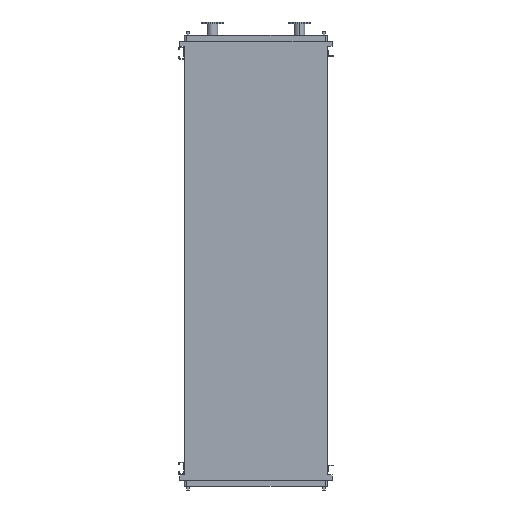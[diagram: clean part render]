
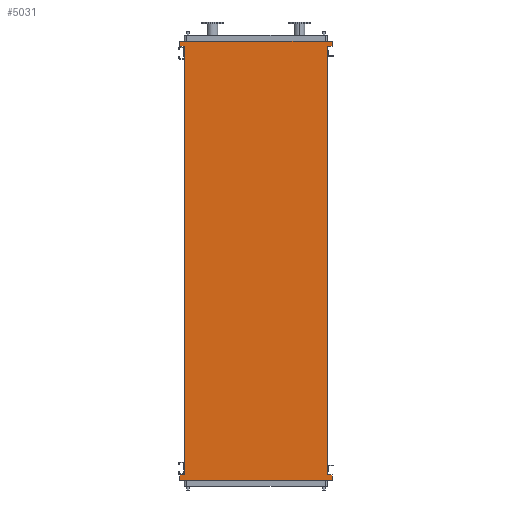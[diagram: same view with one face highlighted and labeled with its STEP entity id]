
A CAD part, front view. The second image highlights one B-rep face of the part: STEP entity #5031.
In plain terms, the highlighted planar face has unit normal (0, -1, 0).
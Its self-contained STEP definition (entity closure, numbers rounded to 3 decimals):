
#89 = VERTEX_POINT ( 'NONE', #4190 ) ;
#125 = ORIENTED_EDGE ( 'NONE', *, *, #6678, .F. ) ;
#536 = LINE ( 'NONE', #7574, #938 ) ;
#592 = CARTESIAN_POINT ( 'NONE',  ( -771., 0., -4293. ) ) ;
#697 = LINE ( 'NONE', #12634, #8922 ) ;
#938 = VECTOR ( 'NONE', #8473, 1000. ) ;
#993 = LINE ( 'NONE', #1968, #8487 ) ;
#1261 = ORIENTED_EDGE ( 'NONE', *, *, #3347, .T. ) ;
#1303 = ORIENTED_EDGE ( 'NONE', *, *, #4762, .F. ) ;
#1495 = VERTEX_POINT ( 'NONE', #1841 ) ;
#1601 = LINE ( 'NONE', #2581, #7911 ) ;
#1604 = CARTESIAN_POINT ( 'NONE',  ( -725., 0., -4250. ) ) ;
#1841 = CARTESIAN_POINT ( 'NONE',  ( 771., 0., 95. ) ) ;
#1938 = VECTOR ( 'NONE', #3882, 1000. ) ;
#1968 = CARTESIAN_POINT ( 'NONE',  ( -771., 0., 43. ) ) ;
#2581 = CARTESIAN_POINT ( 'NONE',  ( 725., 0., -4250. ) ) ;
#2694 = ORIENTED_EDGE ( 'NONE', *, *, #12375, .F. ) ;
#3049 = CARTESIAN_POINT ( 'NONE',  ( -771., 0., 95. ) ) ;
#3093 = VERTEX_POINT ( 'NONE', #3869 ) ;
#3159 = CARTESIAN_POINT ( 'NONE',  ( -771., 0., -4345. ) ) ;
#3181 = VERTEX_POINT ( 'NONE', #9238 ) ;
#3242 = CARTESIAN_POINT ( 'NONE',  ( -725., 0., -4293. ) ) ;
#3267 = ORIENTED_EDGE ( 'NONE', *, *, #3995, .F. ) ;
#3329 = ORIENTED_EDGE ( 'NONE', *, *, #11323, .F. ) ;
#3347 = EDGE_CURVE ( 'NONE', #9889, #9771, #1601, .T. ) ;
#3573 = LINE ( 'NONE', #592, #11666 ) ;
#3697 = LINE ( 'NONE', #9515, #11982 ) ;
#3723 = DIRECTION ( 'NONE',  ( -1., 0., 0. ) ) ;
#3869 = CARTESIAN_POINT ( 'NONE',  ( -771., 0., -4345. ) ) ;
#3882 = DIRECTION ( 'NONE',  ( 0., 0., 1. ) ) ;
#3933 = ORIENTED_EDGE ( 'NONE', *, *, #5347, .F. ) ;
#3956 = VECTOR ( 'NONE', #10675, 1000. ) ;
#3995 = EDGE_CURVE ( 'NONE', #3181, #3093, #3697, .T. ) ;
#4190 = CARTESIAN_POINT ( 'NONE',  ( -771., 0., 43. ) ) ;
#4243 = EDGE_CURVE ( 'NONE', #5662, #9816, #5958, .T. ) ;
#4415 = VERTEX_POINT ( 'NONE', #5320 ) ;
#4469 = CARTESIAN_POINT ( 'NONE',  ( 725., 0., 43. ) ) ;
#4549 = DIRECTION ( 'NONE',  ( -1., 0., 0. ) ) ;
#4757 = DIRECTION ( 'NONE',  ( 0., 0., -1. ) ) ;
#4762 = EDGE_CURVE ( 'NONE', #9889, #10785, #6199, .T. ) ;
#4951 = EDGE_CURVE ( 'NONE', #89, #11604, #5611, .T. ) ;
#5031 = ADVANCED_FACE ( 'NONE', ( #8396 ), #11431, .T. ) ;
#5320 = CARTESIAN_POINT ( 'NONE',  ( 771., 0., 43. ) ) ;
#5347 = EDGE_CURVE ( 'NONE', #3093, #9002, #10060, .T. ) ;
#5611 = LINE ( 'NONE', #6521, #12057 ) ;
#5662 = VERTEX_POINT ( 'NONE', #3242 ) ;
#5912 = CARTESIAN_POINT ( 'NONE',  ( 771., 0., 43. ) ) ;
#5958 = LINE ( 'NONE', #9966, #1938 ) ;
#6071 = CARTESIAN_POINT ( 'NONE',  ( 725., 0., -4293. ) ) ;
#6199 = LINE ( 'NONE', #11246, #8350 ) ;
#6521 = CARTESIAN_POINT ( 'NONE',  ( -771., 0., 95. ) ) ;
#6582 = ORIENTED_EDGE ( 'NONE', *, *, #6606, .F. ) ;
#6606 = EDGE_CURVE ( 'NONE', #9002, #5662, #3573, .T. ) ;
#6656 = EDGE_LOOP ( 'NONE', ( #1261, #2694, #10402, #125, #10557, #3329, #9426, #6582, #3933, #3267, #7576, #1303 ) ) ;
#6678 = EDGE_CURVE ( 'NONE', #11604, #1495, #536, .T. ) ;
#6703 = CARTESIAN_POINT ( 'NONE',  ( 771., 0., -4293. ) ) ;
#6762 = LINE ( 'NONE', #6703, #12228 ) ;
#7100 = DIRECTION ( 'NONE',  ( 0., 0., 1. ) ) ;
#7574 = CARTESIAN_POINT ( 'NONE',  ( 771., 0., 95. ) ) ;
#7576 = ORIENTED_EDGE ( 'NONE', *, *, #12350, .F. ) ;
#7911 = VECTOR ( 'NONE', #10393, 1000. ) ;
#7921 = AXIS2_PLACEMENT_3D ( 'NONE', #1604, #11367, #10578 ) ;
#8280 = CARTESIAN_POINT ( 'NONE',  ( -725., 0., 43. ) ) ;
#8350 = VECTOR ( 'NONE', #11306, 1000. ) ;
#8396 = FACE_OUTER_BOUND ( 'NONE', #6656, .T. ) ;
#8473 = DIRECTION ( 'NONE',  ( 1., 0., 0. ) ) ;
#8487 = VECTOR ( 'NONE', #9978, 1000. ) ;
#8922 = VECTOR ( 'NONE', #3723, 1000. ) ;
#8945 = LINE ( 'NONE', #5912, #3956 ) ;
#9002 = VERTEX_POINT ( 'NONE', #11339 ) ;
#9174 = CARTESIAN_POINT ( 'NONE',  ( 771., 0., -4293. ) ) ;
#9238 = CARTESIAN_POINT ( 'NONE',  ( 771., 0., -4345. ) ) ;
#9426 = ORIENTED_EDGE ( 'NONE', *, *, #4243, .F. ) ;
#9515 = CARTESIAN_POINT ( 'NONE',  ( 771., 0., -4345. ) ) ;
#9771 = VERTEX_POINT ( 'NONE', #4469 ) ;
#9816 = VERTEX_POINT ( 'NONE', #8280 ) ;
#9889 = VERTEX_POINT ( 'NONE', #6071 ) ;
#9966 = CARTESIAN_POINT ( 'NONE',  ( -725., 0., -4250. ) ) ;
#9978 = DIRECTION ( 'NONE',  ( -1., 0., 0. ) ) ;
#10060 = LINE ( 'NONE', #3159, #12271 ) ;
#10393 = DIRECTION ( 'NONE',  ( 0., 0., 1. ) ) ;
#10402 = ORIENTED_EDGE ( 'NONE', *, *, #11418, .F. ) ;
#10456 = DIRECTION ( 'NONE',  ( 0., 0., 1. ) ) ;
#10557 = ORIENTED_EDGE ( 'NONE', *, *, #4951, .F. ) ;
#10578 = DIRECTION ( 'NONE',  ( 0., 0., -1. ) ) ;
#10675 = DIRECTION ( 'NONE',  ( 0., 0., -1. ) ) ;
#10785 = VERTEX_POINT ( 'NONE', #9174 ) ;
#11246 = CARTESIAN_POINT ( 'NONE',  ( 725., 0., -4293. ) ) ;
#11306 = DIRECTION ( 'NONE',  ( 1., 0., 0. ) ) ;
#11323 = EDGE_CURVE ( 'NONE', #9816, #89, #993, .T. ) ;
#11339 = CARTESIAN_POINT ( 'NONE',  ( -771., 0., -4293. ) ) ;
#11367 = DIRECTION ( 'NONE',  ( 0., -1., 0. ) ) ;
#11390 = DIRECTION ( 'NONE',  ( 1., 0., 0. ) ) ;
#11418 = EDGE_CURVE ( 'NONE', #1495, #4415, #8945, .T. ) ;
#11431 = PLANE ( 'NONE',  #7921 ) ;
#11604 = VERTEX_POINT ( 'NONE', #3049 ) ;
#11666 = VECTOR ( 'NONE', #11390, 1000. ) ;
#11982 = VECTOR ( 'NONE', #4549, 1000. ) ;
#12057 = VECTOR ( 'NONE', #10456, 1000. ) ;
#12228 = VECTOR ( 'NONE', #4757, 1000. ) ;
#12271 = VECTOR ( 'NONE', #7100, 1000. ) ;
#12350 = EDGE_CURVE ( 'NONE', #10785, #3181, #6762, .T. ) ;
#12375 = EDGE_CURVE ( 'NONE', #4415, #9771, #697, .T. ) ;
#12634 = CARTESIAN_POINT ( 'NONE',  ( 725., 0., 43. ) ) ;
